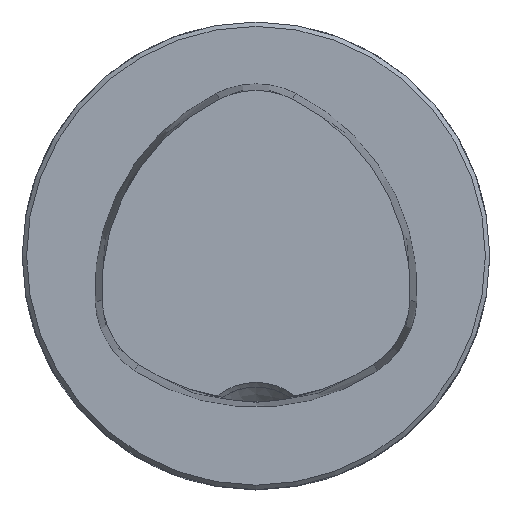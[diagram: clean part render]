
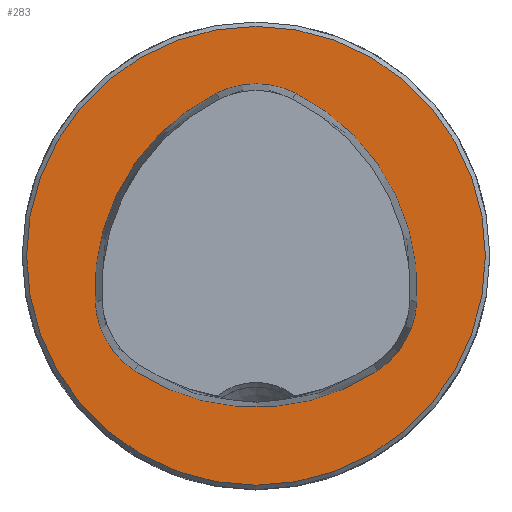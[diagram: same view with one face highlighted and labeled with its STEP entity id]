
A CAD part, top view. The second image highlights one B-rep face of the part: STEP entity #283.
In plain terms, the highlighted planar face has unit normal (0, 0, 1).
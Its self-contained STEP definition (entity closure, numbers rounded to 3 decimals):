
#232=PLANE('',#984);
#283=ADVANCED_FACE('CU_FL_N1_SU_1',(#368,#369),#232,.T.);
#368=FACE_BOUND('',#417,.T.);
#369=FACE_BOUND('',#418,.T.);
#417=EDGE_LOOP('',(#531,#532,#533,#534,#535,#536));
#418=EDGE_LOOP('',(#537));
#531=ORIENTED_EDGE('',*,*,#776,.F.);
#532=ORIENTED_EDGE('',*,*,#777,.F.);
#533=ORIENTED_EDGE('',*,*,#778,.F.);
#534=ORIENTED_EDGE('',*,*,#779,.F.);
#535=ORIENTED_EDGE('',*,*,#773,.F.);
#536=ORIENTED_EDGE('',*,*,#780,.F.);
#537=ORIENTED_EDGE('',*,*,#781,.T.);
#701=VERTEX_POINT('',#1691);
#702=VERTEX_POINT('',#1693);
#704=VERTEX_POINT('',#1699);
#705=VERTEX_POINT('',#1700);
#706=VERTEX_POINT('',#1702);
#707=VERTEX_POINT('',#1704);
#708=VERTEX_POINT('',#1708);
#773=EDGE_CURVE('',#701,#702,#831,.T.);
#776=EDGE_CURVE('',#704,#705,#833,.T.);
#777=EDGE_CURVE('',#706,#704,#834,.T.);
#778=EDGE_CURVE('',#707,#706,#835,.T.);
#779=EDGE_CURVE('',#702,#707,#836,.T.);
#780=EDGE_CURVE('',#705,#701,#837,.T.);
#781=EDGE_CURVE('',#708,#708,#838,.T.);
#831=CIRCLE('',#975,15.063);
#833=CIRCLE('',#978,15.063);
#834=CIRCLE('',#979,6.063);
#835=CIRCLE('',#980,15.063);
#836=CIRCLE('',#981,6.063);
#837=CIRCLE('',#982,6.063);
#838=CIRCLE('',#983,15.7);
#975=AXIS2_PLACEMENT_3D('',#1692,#1148,#1149);
#978=AXIS2_PLACEMENT_3D('',#1698,#1155,#1156);
#979=AXIS2_PLACEMENT_3D('',#1701,#1157,#1158);
#980=AXIS2_PLACEMENT_3D('',#1703,#1159,#1160);
#981=AXIS2_PLACEMENT_3D('',#1705,#1161,#1162);
#982=AXIS2_PLACEMENT_3D('',#1706,#1163,#1164);
#983=AXIS2_PLACEMENT_3D('',#1707,#1165,#1166);
#984=AXIS2_PLACEMENT_3D('',#1709,#1167,#1168);
#1148=DIRECTION('',(0.,0.,1.));
#1149=DIRECTION('',(1.,0.,0.));
#1155=DIRECTION('',(0.,0.,1.));
#1156=DIRECTION('',(1.,0.,0.));
#1157=DIRECTION('',(0.,0.,1.));
#1158=DIRECTION('',(1.,0.,0.));
#1159=DIRECTION('',(0.,0.,1.));
#1160=DIRECTION('',(1.,0.,0.));
#1161=DIRECTION('',(0.,0.,1.));
#1162=DIRECTION('',(1.,0.,0.));
#1163=DIRECTION('',(0.,0.,1.));
#1164=DIRECTION('',(1.,0.,0.));
#1165=DIRECTION('',(0.,0.,1.));
#1166=DIRECTION('',(1.,0.,0.));
#1167=DIRECTION('',(0.,0.,1.));
#1168=DIRECTION('',(1.,0.,0.));
#1691=CARTESIAN_POINT('',(-8.299,-7.87,0.));
#1692=CARTESIAN_POINT('',(0.,4.7,0.));
#1693=CARTESIAN_POINT('',(8.299,-7.87,0.));
#1698=CARTESIAN_POINT('',(4.029,-2.348,0.));
#1699=CARTESIAN_POINT('',(-2.714,11.121,0.));
#1700=CARTESIAN_POINT('',(-11.014,-3.122,0.));
#1701=CARTESIAN_POINT('',(0.,5.7,0.));
#1702=CARTESIAN_POINT('',(2.714,11.121,0.));
#1703=CARTESIAN_POINT('',(-4.029,-2.348,0.));
#1704=CARTESIAN_POINT('',(11.014,-3.122,0.));
#1705=CARTESIAN_POINT('',(4.959,-2.811,0.));
#1706=CARTESIAN_POINT('',(-4.959,-2.811,0.));
#1707=CARTESIAN_POINT('',(0.,0.,0.));
#1708=CARTESIAN_POINT('',(15.7,0.,0.));
#1709=CARTESIAN_POINT('',(0.,0.,0.));
